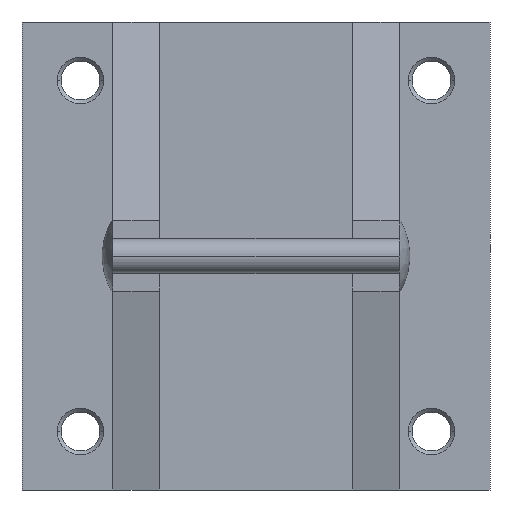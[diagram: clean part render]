
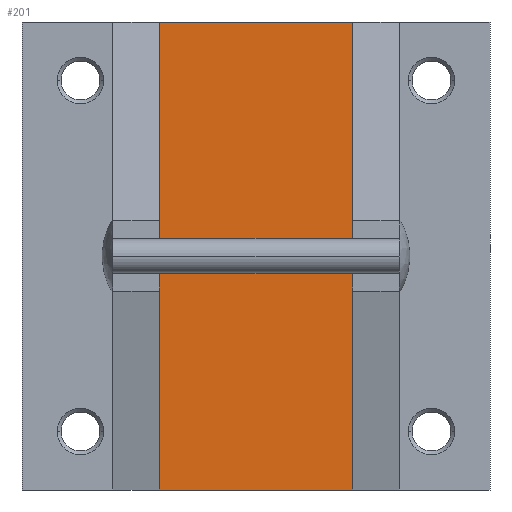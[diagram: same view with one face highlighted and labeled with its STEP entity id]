
A CAD part, front view. The second image highlights one B-rep face of the part: STEP entity #201.
In plain terms, the highlighted planar face has unit normal (0, -1, 0).
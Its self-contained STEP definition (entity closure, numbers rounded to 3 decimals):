
#201=ADVANCED_FACE('',(#466),#467,.F.);
#466=FACE_OUTER_BOUND('',#752,.T.);
#467=PLANE('',#753);
#752=EDGE_LOOP('',(#1708,#1709,#1710,#1711));
#753=AXIS2_PLACEMENT_3D('',#1712,#1713,#1714);
#1708=ORIENTED_EDGE('',*,*,#2061,.T.);
#1709=ORIENTED_EDGE('',*,*,#2099,.F.);
#1710=ORIENTED_EDGE('',*,*,#2092,.T.);
#1711=ORIENTED_EDGE('',*,*,#2097,.F.);
#1712=CARTESIAN_POINT('',(0.0,67.5,0.0));
#1713=DIRECTION('',(0.0,1.0,0.0));
#1714=DIRECTION('',(0.0,0.0,1.0));
#2061=EDGE_CURVE('',#2544,#2542,#2545,.T.);
#2092=EDGE_CURVE('',#2597,#2595,#2598,.T.);
#2097=EDGE_CURVE('',#2544,#2595,#2605,.T.);
#2099=EDGE_CURVE('',#2597,#2542,#2608,.T.);
#2542=VERTEX_POINT('',#3208);
#2544=VERTEX_POINT('',#3211);
#2545=LINE('',#3212,#3213);
#2595=VERTEX_POINT('',#3290);
#2597=VERTEX_POINT('',#3293);
#2598=LINE('',#3294,#3295);
#2605=LINE('',#3306,#3307);
#2608=LINE('',#3311,#3312);
#3208=CARTESIAN_POINT('',(-16.5,67.5,-40.0));
#3211=CARTESIAN_POINT('',(-16.5,67.5,40.0));
#3212=CARTESIAN_POINT('',(-16.5,67.5,20.0));
#3213=VECTOR('',#3825,1.0);
#3290=CARTESIAN_POINT('',(16.5,67.5,40.0));
#3293=CARTESIAN_POINT('',(16.5,67.5,-40.0));
#3294=CARTESIAN_POINT('',(16.5,67.5,-20.0));
#3295=VECTOR('',#3860,1.0);
#3306=CARTESIAN_POINT('',(0.0,67.5,40.0));
#3307=VECTOR('',#3865,1.0);
#3311=CARTESIAN_POINT('',(0.0,67.5,-40.0));
#3312=VECTOR('',#3867,1.0);
#3825=DIRECTION('',(0.,0.0,-1.0));
#3860=DIRECTION('',(0.0,-0.0,1.0));
#3865=DIRECTION('',(1.0,0.0,0.0));
#3867=DIRECTION('',(-1.0,0.0,0.0));
